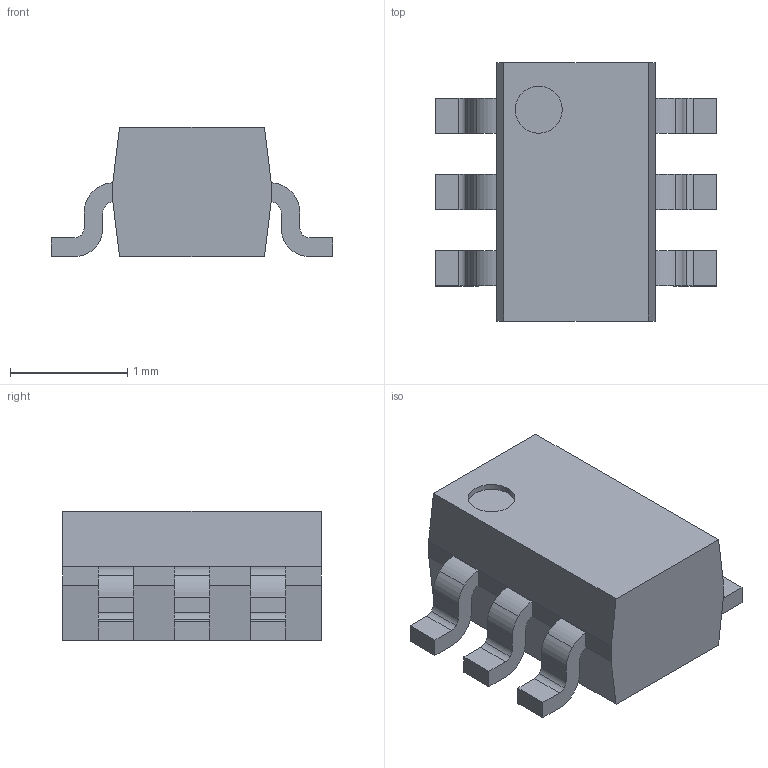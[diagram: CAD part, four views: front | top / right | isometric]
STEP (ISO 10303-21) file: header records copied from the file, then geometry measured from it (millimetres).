
FILE_DESCRIPTION((''),'2;1');
FILE_NAME('SOT65P220X110-6N.stp','2009-11-03T11:53:54',(''),(''),'Mechanical Desktop 2006','Mechanical Desktop 2006',', , ');
FILE_SCHEMA(('AUTOMOTIVE_DESIGN { 1 2 10303 214 0 1 1 1 }'));
Length unit declared in the file: millimetre
Products named in the file (1): Product
Bounding box: 2.4 x 2.2 x 1.1 mm (x, y, z)
Volume: 3.4 mm3; surface area: 18.5 mm2
Topology: 7 solids, 7 shells, 109 faces, 282 edges, 188 vertices
Faces by surface type: bspline 48, plane 35, cylinder 26
Entity records: 3714 total; most frequent: CARTESIAN_POINT 1060, ORIENTED_EDGE 564, DIRECTION 506, EDGE_CURVE 282, VERTEX_POINT 188, VECTOR 182, LINE 182, AXIS2_PLACEMENT_3D 162
